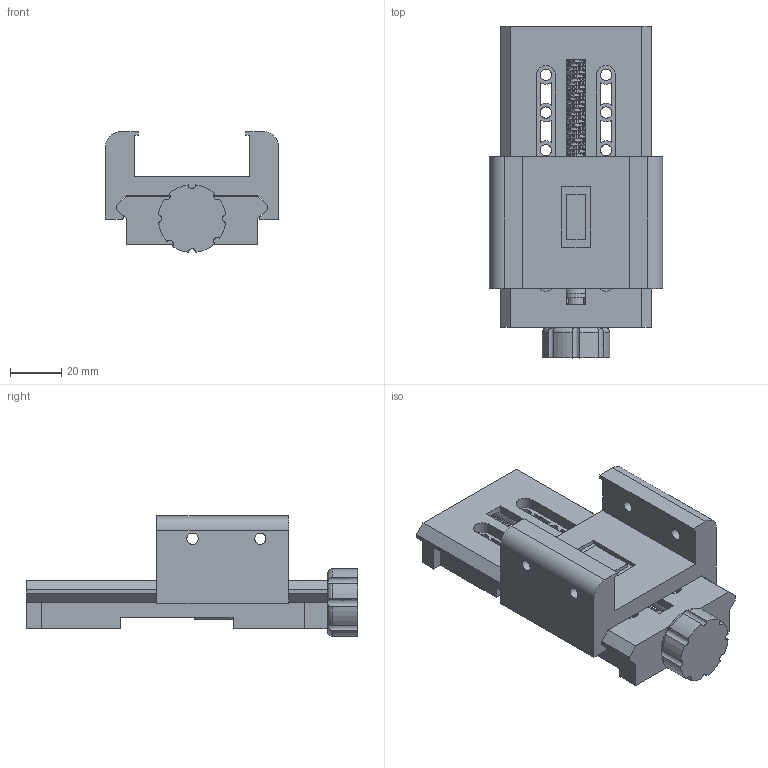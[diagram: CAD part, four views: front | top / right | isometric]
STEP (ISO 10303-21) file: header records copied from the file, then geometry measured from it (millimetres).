
FILE_DESCRIPTION(('FreeCAD Model'),'2;1');
FILE_NAME('Open CASCADE Shape Model','2025-05-03T20:35:59',('FreeCAD'),( 'FreeCAD'),'Open CASCADE STEP processor 7.6','FreeCAD','Unknown');
FILE_SCHEMA(('AUTOMOTIVE_DESIGN { 1 0 10303 214 1 1 1 1 }'));
Products named in the file (1): Open CASCADE STEP translator 7.6 1
Bounding box: 67.34 x 129.11 x 46.91 mm (x, y, z)
Volume: 116107.7 mm3; surface area: 48763.4 mm2
Topology: 5 solids, 5 shells, 502 faces, 1312 edges, 826 vertices
Faces by surface type: bspline 502
Entity records: 34720 total; most frequent: CARTESIAN_POINT 26821, ORIENTED_EDGE 2624, EDGE_CURVE 1312, B_SPLINE_CURVE_WITH_KNOTS 1120, VERTEX_POINT 826, FACE_BOUND 574, EDGE_LOOP 574, ADVANCED_FACE 502
